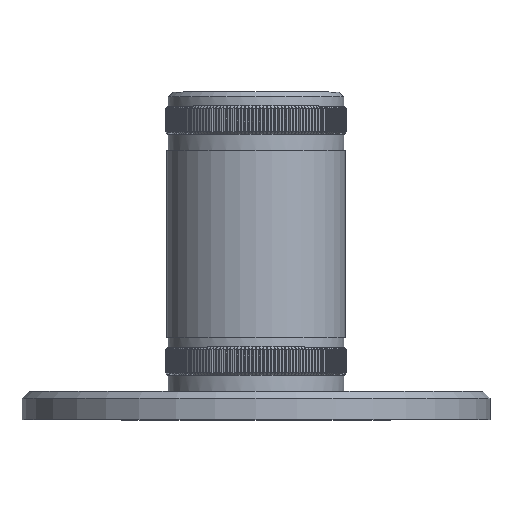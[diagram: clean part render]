
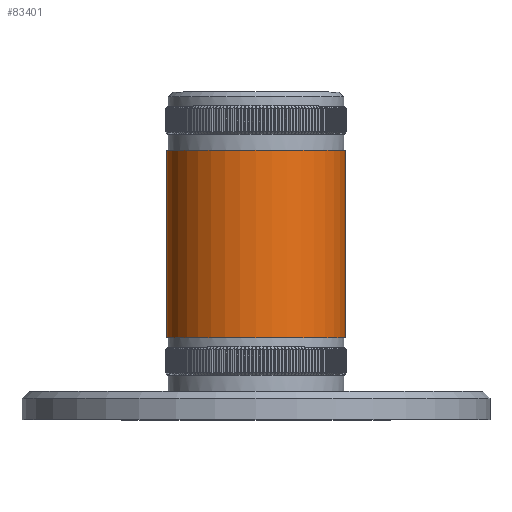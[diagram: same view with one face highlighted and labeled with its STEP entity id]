
A CAD part, top view. The second image highlights one B-rep face of the part: STEP entity #83401.
In plain terms, the highlighted cylindrical face has radius 19.15 mm (diameter 38.3 mm), a full revolution.
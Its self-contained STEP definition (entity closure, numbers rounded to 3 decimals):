
#9114 = DIRECTION ( 'NONE',  ( 0., 0., 1. ) ) ;
#12733 = EDGE_CURVE ( 'NONE', #54808, #54808, #50593, .T. ) ;
#13016 = CARTESIAN_POINT ( 'NONE',  ( 0., 15.5, 0. ) ) ;
#13540 = FACE_OUTER_BOUND ( 'NONE', #74852, .T. ) ;
#16917 = DIRECTION ( 'NONE',  ( 0., -1., 0. ) ) ;
#17250 = AXIS2_PLACEMENT_3D ( 'NONE', #13016, #32750, #41019 ) ;
#22356 = FACE_OUTER_BOUND ( 'NONE', #35759, .T. ) ;
#31336 = CARTESIAN_POINT ( 'NONE',  ( 0., 55.5, 19.15 ) ) ;
#32750 = DIRECTION ( 'NONE',  ( 0., 1., 0. ) ) ;
#35759 = EDGE_LOOP ( 'NONE', ( #90082 ) ) ;
#36527 = ORIENTED_EDGE ( 'NONE', *, *, #90449, .F. ) ;
#41019 = DIRECTION ( 'NONE',  ( 0., 0., 1. ) ) ;
#50593 = CIRCLE ( 'NONE', #17250, 19.15 ) ;
#52189 = DIRECTION ( 'NONE',  ( 0., 1., 0. ) ) ;
#54808 = VERTEX_POINT ( 'NONE', #81540 ) ;
#58161 = VERTEX_POINT ( 'NONE', #31336 ) ;
#58223 = CARTESIAN_POINT ( 'NONE',  ( 0., 55.5, 0. ) ) ;
#65328 = CYLINDRICAL_SURFACE ( 'NONE', #86120, 19.15 ) ;
#65851 = AXIS2_PLACEMENT_3D ( 'NONE', #72284, #52189, #9114 ) ;
#69416 = CIRCLE ( 'NONE', #65851, 19.15 ) ;
#72284 = CARTESIAN_POINT ( 'NONE',  ( 0., 55.5, 0. ) ) ;
#74852 = EDGE_LOOP ( 'NONE', ( #36527 ) ) ;
#81540 = CARTESIAN_POINT ( 'NONE',  ( 0., 15.5, 19.15 ) ) ;
#83401 = ADVANCED_FACE ( 'NONE', ( #13540, #22356 ), #65328, .T. ) ;
#86120 = AXIS2_PLACEMENT_3D ( 'NONE', #58223, #16917, #88129 ) ;
#88129 = DIRECTION ( 'NONE',  ( 0., 0., -1. ) ) ;
#90082 = ORIENTED_EDGE ( 'NONE', *, *, #12733, .T. ) ;
#90449 = EDGE_CURVE ( 'NONE', #58161, #58161, #69416, .T. ) ;
